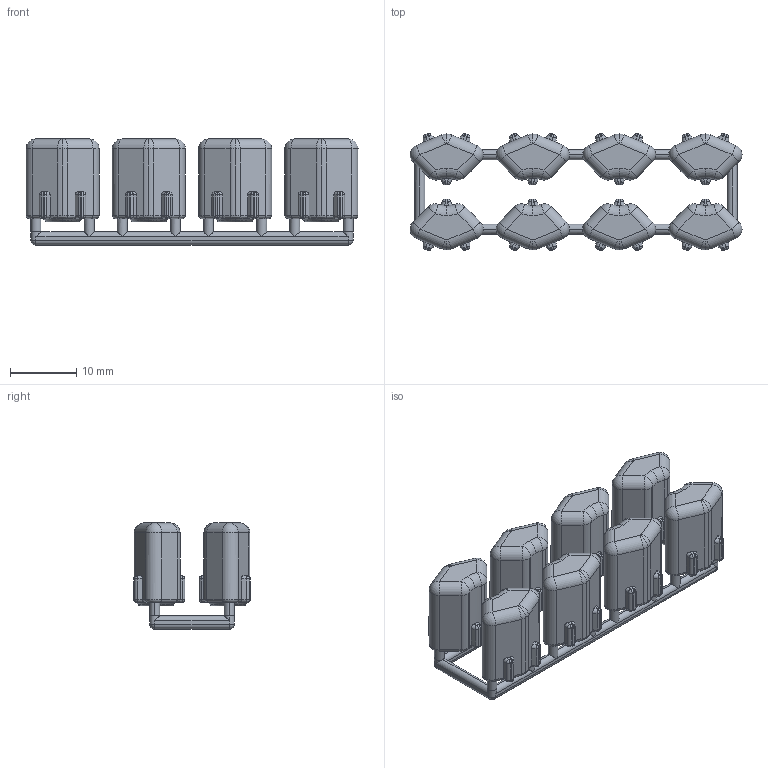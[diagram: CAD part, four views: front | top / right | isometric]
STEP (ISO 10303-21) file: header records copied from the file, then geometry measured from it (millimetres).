
FILE_DESCRIPTION (( 'STEP AP214' ), '1' );
FILE_NAME ('cpad_button_x8.STEP', '2023-04-06T05:10:52', ( '' ), ( '' ), 'SwSTEP 2.0', 'SolidWorks 2021', '' );
FILE_SCHEMA (( 'AUTOMOTIVE_DESIGN' ));
Length unit declared in the file: millimetre
Products named in the file (1): cpad_button_x8
Bounding box: 50.02 x 17.62 x 16 mm (x, y, z)
Volume: 5671.7 mm3; surface area: 4318.6 mm2
Topology: 1 solids, 1 shells, 899 faces, 2107 edges, 1156 vertices
Faces by surface type: cylinder 423, plane 176, sphere 164, torus 96, bspline 24, cone 16
Entity records: 25199 total; most frequent: CARTESIAN_POINT 5519, DIRECTION 4419, ORIENTED_EDGE 4014, EDGE_CURVE 2007, AXIS2_PLACEMENT_3D 1800, VERTEX_POINT 1108, CIRCLE 924, EDGE_LOOP 915
